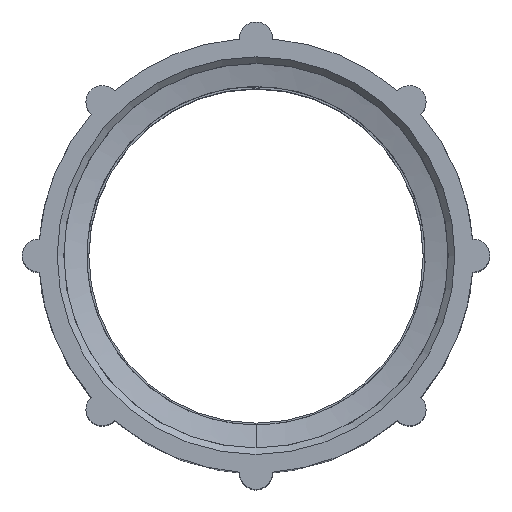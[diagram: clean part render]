
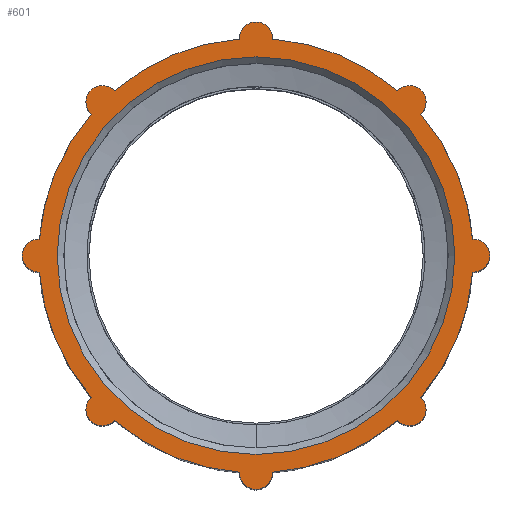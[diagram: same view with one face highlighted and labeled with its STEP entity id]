
A CAD part, top view. The second image highlights one B-rep face of the part: STEP entity #601.
In plain terms, the highlighted planar face has unit normal (0, 0, 1).
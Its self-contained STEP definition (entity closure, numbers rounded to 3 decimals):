
#44=FACE_BOUND($,#175,.T.);
#120=FACE_OUTER_BOUND($,#174,.T.);
#174=EDGE_LOOP($,(#498,#499,#500,#501,#502,#503,#504,#505,#506,#507,#508,
#509,#510,#511,#512,#513));
#175=EDGE_LOOP($,(#514));
#209=CIRCLE($,#656,16.5);
#210=CIRCLE($,#657,16.5);
#211=CIRCLE($,#658,16.5);
#212=CIRCLE($,#659,16.5);
#213=CIRCLE($,#660,16.5);
#214=CIRCLE($,#661,16.5);
#215=CIRCLE($,#662,16.5);
#216=CIRCLE($,#663,16.5);
#217=CIRCLE($,#665,15.1);
#218=CIRCLE($,#667,1.25);
#219=CIRCLE($,#668,1.25);
#220=CIRCLE($,#669,1.25);
#221=CIRCLE($,#670,1.25);
#222=CIRCLE($,#671,1.25);
#223=CIRCLE($,#672,1.25);
#224=CIRCLE($,#673,1.25);
#225=CIRCLE($,#674,1.25);
#278=VERTEX_POINT($,#1551);
#282=VERTEX_POINT($,#1580);
#283=VERTEX_POINT($,#1582);
#287=VERTEX_POINT($,#1612);
#288=VERTEX_POINT($,#1614);
#292=VERTEX_POINT($,#1644);
#293=VERTEX_POINT($,#1646);
#297=VERTEX_POINT($,#1676);
#298=VERTEX_POINT($,#1678);
#302=VERTEX_POINT($,#1708);
#303=VERTEX_POINT($,#1710);
#307=VERTEX_POINT($,#1740);
#308=VERTEX_POINT($,#1742);
#312=VERTEX_POINT($,#1772);
#313=VERTEX_POINT($,#1774);
#317=VERTEX_POINT($,#1804);
#318=VERTEX_POINT($,#1808);
#350=EDGE_CURVE($,#282,#283,#209,.T.);
#355=EDGE_CURVE($,#287,#288,#210,.T.);
#360=EDGE_CURVE($,#292,#293,#211,.T.);
#365=EDGE_CURVE($,#297,#298,#212,.T.);
#370=EDGE_CURVE($,#302,#303,#213,.T.);
#375=EDGE_CURVE($,#307,#308,#214,.T.);
#380=EDGE_CURVE($,#312,#313,#215,.T.);
#385=EDGE_CURVE($,#317,#278,#216,.T.);
#386=EDGE_CURVE($,#318,#318,#217,.T.);
#387=EDGE_CURVE($,#313,#317,#218,.T.);
#388=EDGE_CURVE($,#308,#312,#219,.T.);
#389=EDGE_CURVE($,#303,#307,#220,.T.);
#390=EDGE_CURVE($,#298,#302,#221,.T.);
#391=EDGE_CURVE($,#293,#297,#222,.T.);
#392=EDGE_CURVE($,#288,#292,#223,.T.);
#393=EDGE_CURVE($,#283,#287,#224,.T.);
#394=EDGE_CURVE($,#278,#282,#225,.T.);
#498=ORIENTED_EDGE($,*,*,#385,.F.);
#499=ORIENTED_EDGE($,*,*,#387,.F.);
#500=ORIENTED_EDGE($,*,*,#380,.F.);
#501=ORIENTED_EDGE($,*,*,#388,.F.);
#502=ORIENTED_EDGE($,*,*,#375,.F.);
#503=ORIENTED_EDGE($,*,*,#389,.F.);
#504=ORIENTED_EDGE($,*,*,#370,.F.);
#505=ORIENTED_EDGE($,*,*,#390,.F.);
#506=ORIENTED_EDGE($,*,*,#365,.F.);
#507=ORIENTED_EDGE($,*,*,#391,.F.);
#508=ORIENTED_EDGE($,*,*,#360,.F.);
#509=ORIENTED_EDGE($,*,*,#392,.F.);
#510=ORIENTED_EDGE($,*,*,#355,.F.);
#511=ORIENTED_EDGE($,*,*,#393,.F.);
#512=ORIENTED_EDGE($,*,*,#350,.F.);
#513=ORIENTED_EDGE($,*,*,#394,.F.);
#514=ORIENTED_EDGE($,*,*,#386,.F.);
#579=PLANE($,#666);
#601=ADVANCED_FACE($,(#120,#44),#579,.F.);
#656=AXIS2_PLACEMENT_3D($,#1583,#777,#778);
#657=AXIS2_PLACEMENT_3D($,#1615,#781,#782);
#658=AXIS2_PLACEMENT_3D($,#1647,#785,#786);
#659=AXIS2_PLACEMENT_3D($,#1679,#789,#790);
#660=AXIS2_PLACEMENT_3D($,#1711,#793,#794);
#661=AXIS2_PLACEMENT_3D($,#1743,#797,#798);
#662=AXIS2_PLACEMENT_3D($,#1775,#801,#802);
#663=AXIS2_PLACEMENT_3D($,#1806,#805,#806);
#665=AXIS2_PLACEMENT_3D($,#1809,#809,#810);
#666=AXIS2_PLACEMENT_3D($,#1810,#811,#812);
#667=AXIS2_PLACEMENT_3D($,#1811,#813,#814);
#668=AXIS2_PLACEMENT_3D($,#1812,#815,#816);
#669=AXIS2_PLACEMENT_3D($,#1813,#817,#818);
#670=AXIS2_PLACEMENT_3D($,#1814,#819,#820);
#671=AXIS2_PLACEMENT_3D($,#1815,#821,#822);
#672=AXIS2_PLACEMENT_3D($,#1816,#823,#824);
#673=AXIS2_PLACEMENT_3D($,#1817,#825,#826);
#674=AXIS2_PLACEMENT_3D($,#1818,#827,#828);
#777=DIRECTION('center_axis',(0.,0.,-1.));
#778=DIRECTION('ref_axis',(-1.,0.,0.));
#781=DIRECTION('center_axis',(0.,0.,-1.));
#782=DIRECTION('ref_axis',(-1.,0.,0.));
#785=DIRECTION('center_axis',(0.,0.,-1.));
#786=DIRECTION('ref_axis',(-1.,0.,0.));
#789=DIRECTION('center_axis',(0.,0.,-1.));
#790=DIRECTION('ref_axis',(-1.,0.,0.));
#793=DIRECTION('center_axis',(0.,0.,-1.));
#794=DIRECTION('ref_axis',(-1.,0.,0.));
#797=DIRECTION('center_axis',(0.,0.,-1.));
#798=DIRECTION('ref_axis',(-1.,0.,0.));
#801=DIRECTION('center_axis',(0.,0.,-1.));
#802=DIRECTION('ref_axis',(-1.,0.,0.));
#805=DIRECTION('center_axis',(0.,0.,-1.));
#806=DIRECTION('ref_axis',(-1.,0.,0.));
#809=DIRECTION('center_axis',(0.,0.,1.));
#810=DIRECTION('ref_axis',(-1.,0.,0.));
#811=DIRECTION('center_axis',(0.,0.,-1.));
#812=DIRECTION('ref_axis',(-1.,0.,0.));
#813=DIRECTION('center_axis',(0.,0.,-1.));
#814=DIRECTION('ref_axis',(-1.,0.,0.));
#815=DIRECTION('center_axis',(0.,0.,-1.));
#816=DIRECTION('ref_axis',(-0.707,-0.707,0.));
#817=DIRECTION('center_axis',(0.,0.,-1.));
#818=DIRECTION('ref_axis',(0.,-1.,0.));
#819=DIRECTION('center_axis',(0.,0.,-1.));
#820=DIRECTION('ref_axis',(0.707,-0.707,0.));
#821=DIRECTION('center_axis',(0.,0.,-1.));
#822=DIRECTION('ref_axis',(1.,0.,0.));
#823=DIRECTION('center_axis',(0.,0.,-1.));
#824=DIRECTION('ref_axis',(0.707,0.707,0.));
#825=DIRECTION('center_axis',(0.,0.,-1.));
#826=DIRECTION('ref_axis',(0.,1.,0.));
#827=DIRECTION('center_axis',(0.,0.,-1.));
#828=DIRECTION('ref_axis',(-0.707,0.707,0.));
#1551=CARTESIAN_POINT('',(10.751,12.517,33.5));
#1580=CARTESIAN_POINT('',(12.517,10.751,33.5));
#1582=CARTESIAN_POINT('',(16.453,1.249,33.5));
#1583=CARTESIAN_POINT('Origin',(0.,0.,33.5));
#1612=CARTESIAN_POINT('',(16.453,-1.249,33.5));
#1614=CARTESIAN_POINT('',(12.517,-10.751,33.5));
#1615=CARTESIAN_POINT('Origin',(0.,0.,33.5));
#1644=CARTESIAN_POINT('',(10.751,-12.517,33.5));
#1646=CARTESIAN_POINT('',(1.249,-16.453,33.5));
#1647=CARTESIAN_POINT('Origin',(0.,0.,33.5));
#1676=CARTESIAN_POINT('',(-1.249,-16.453,33.5));
#1678=CARTESIAN_POINT('',(-10.751,-12.517,33.5));
#1679=CARTESIAN_POINT('Origin',(0.,0.,33.5));
#1708=CARTESIAN_POINT('',(-12.517,-10.751,33.5));
#1710=CARTESIAN_POINT('',(-16.453,-1.249,33.5));
#1711=CARTESIAN_POINT('Origin',(0.,0.,33.5));
#1740=CARTESIAN_POINT('',(-16.453,1.249,33.5));
#1742=CARTESIAN_POINT('',(-12.517,10.751,33.5));
#1743=CARTESIAN_POINT('Origin',(0.,0.,33.5));
#1772=CARTESIAN_POINT('',(-10.751,12.517,33.5));
#1774=CARTESIAN_POINT('',(-1.249,16.453,33.5));
#1775=CARTESIAN_POINT('Origin',(0.,0.,33.5));
#1804=CARTESIAN_POINT('',(1.249,16.453,33.5));
#1806=CARTESIAN_POINT('Origin',(0.,0.,33.5));
#1808=CARTESIAN_POINT('',(15.1,0.,33.5));
#1809=CARTESIAN_POINT('Origin',(0.,0.,33.5));
#1810=CARTESIAN_POINT('Origin',(0.,0.,33.5));
#1811=CARTESIAN_POINT('Origin',(0.,16.5,33.5));
#1812=CARTESIAN_POINT('Origin',(-11.667,11.667,33.5));
#1813=CARTESIAN_POINT('Origin',(-16.5,0.,33.5));
#1814=CARTESIAN_POINT('Origin',(-11.667,-11.667,33.5));
#1815=CARTESIAN_POINT('Origin',(0.,-16.5,33.5));
#1816=CARTESIAN_POINT('Origin',(11.667,-11.667,33.5));
#1817=CARTESIAN_POINT('Origin',(16.5,0.,33.5));
#1818=CARTESIAN_POINT('Origin',(11.667,11.667,33.5));
